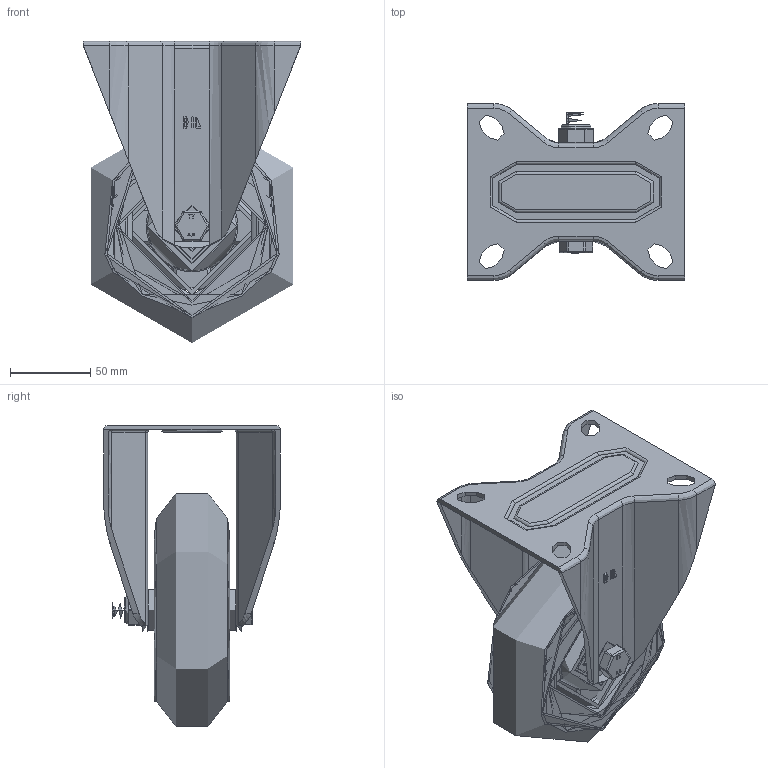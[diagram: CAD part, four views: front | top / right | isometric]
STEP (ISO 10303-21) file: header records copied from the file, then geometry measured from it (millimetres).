
FILE_DESCRIPTION(/* description */ ('','CAx-IF Rec.Pracs.---Representation and Presentation of Product Manufacturing Information (PMI)---4.0---2014-10-13'),/* implementation_level */ '2;1');
FILE_NAME(/* name */ 'BZMMF150SRERGBJ.step',/* time_stamp */ '2024-12-16T10:57:32Z',/* author */ (''),/* organization */ (''),/* preprocessor_version */ 'ST-DEVELOPER v20',/* originating_system */ 'Autodesk Translation Framework v13.20.0.188',/* authorisation */ '');
FILE_SCHEMA (('AP242_MANAGED_MODEL_BASED_3D_ENGINEERING_MIM_LF { 1 0 10303 442 1 1 4 }'));
Length unit declared in the file: millimetre
Products named in the file (26): BZMMF150SRERGBJ; BZMMF150AS - 55 v1; ZINC PLATED, PRESSED STEEL BRACKET; BZH150WSRERGBJM20 v1; 55 SHORE A ELASTIC RUBBER TYRE; ALUMINIUM RIM; BEARING6204; BALL BEARINGS; BEARING6204 (1); BALL BEARINGS (1); Component3; INNER; OUTER; MIDDLE; RUBBER; BEARING SPACER; TH20X5X12 - 2 v1; ZINC PLATED, HEADED SPACER; TH20X5X12 - 2 v1 (1); ZINC PLATED, HEADED SPACER (1); HEXBOLTM12X80Z8.8 v2; GRADE 8.8 ZINC PLATED BOLT; NYLOCM12Z v1; NYLOC NUT; NUT; RUBBER (1)
Assembly tree (44 placements, depth 5):
  BZMMF150SRERGBJ
    BZMMF150AS - 55 v1
      ZINC PLATED, PRESSED STEEL BRACKET
    BZH150WSRERGBJM20 v1
      55 SHORE A ELASTIC RUBBER TYRE
      ALUMINIUM RIM
      BEARING6204
        INNER
        OUTER
        BALL BEARINGS
          Component3  x8
        MIDDLE
        RUBBER
      BEARING6204 (1)
        BALL BEARINGS (1)
          Component3  x8
        INNER
        OUTER
        MIDDLE
        RUBBER
      BEARING SPACER
    TH20X5X12 - 2 v1
      ZINC PLATED, HEADED SPACER
    TH20X5X12 - 2 v1 (1)
      ZINC PLATED, HEADED SPACER (1)
    HEXBOLTM12X80Z8.8 v2
      GRADE 8.8 ZINC PLATED BOLT
    NYLOCM12Z v1
      NYLOC NUT
        NUT
        RUBBER (1)
Bounding box: 135 x 110 x 187.7 mm (x, y, z)
Volume: 672257.5 mm3; surface area: 216807.8 mm2
Topology: 35 solids, 35 shells, 1258 faces, 3187 edges, 2083 vertices
Faces by surface type: plane 438, bspline 436, cylinder 238, torus 80, sphere 66
Full cylindrical faces by diameter (mm): 9.836 x18, 11.834 x18, 12 x3, 12.25 x2, 12.5 x2, 14 x2, 18 x1, 18.5 x1, 19.75 x2, 20 x3, 23 x1, 25 x2, 27 x2, 28.5 x8, 30.8 x4, 31.3 x4, 40.3 x4, 40.5 x4, 40.8 x4, 42 x10, 43 x1, 47 x4, 55 x2, 79 x2, 85 x2, 92 x2, 95 x2, 111 x2, 114 x2
Entity records: 56218 total; most frequent: CARTESIAN_POINT 35632, ORIENTED_EDGE 4448, DIRECTION 3520, EDGE_CURVE 2224, VERTEX_POINT 1445, AXIS2_PLACEMENT_3D 1346, EDGE_LOOP 1039, FACE_OUTER_BOUND 897
